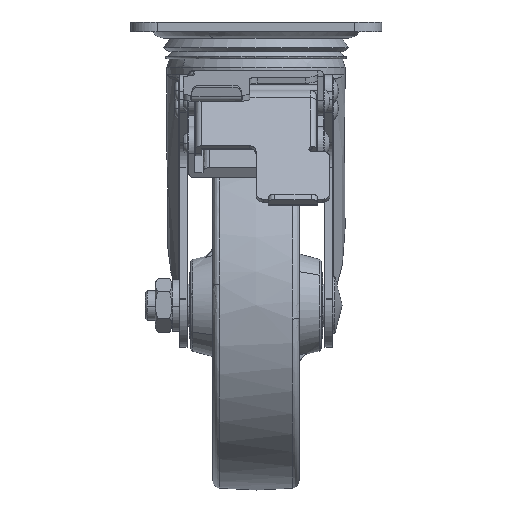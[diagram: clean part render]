
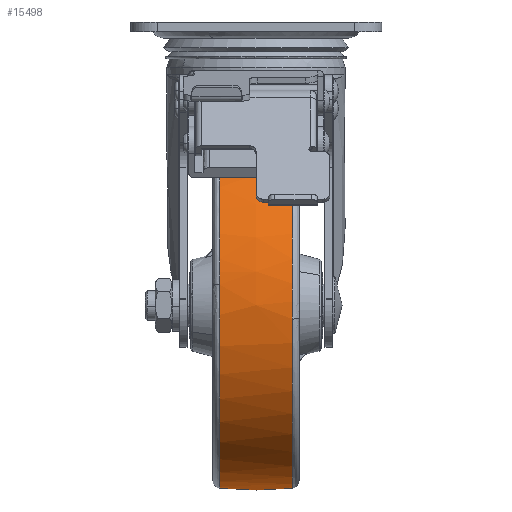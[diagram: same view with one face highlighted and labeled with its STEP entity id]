
A CAD part, left-side view. The second image highlights one B-rep face of the part: STEP entity #15498.
In plain terms, the highlighted free-form (B-spline) face has degree [2, 2] with [5, 7] control points.
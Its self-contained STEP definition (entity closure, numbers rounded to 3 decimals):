
#15192=CARTESIAN_POINT('',(-106.758,-14.796,-121.594));
#15193=VERTEX_POINT('',#15192);
#15194=CARTESIAN_POINT('',(-32.7,-14.796,-190.268));
#15195=VERTEX_POINT('',#15194);
#15196=CARTESIAN_POINT('',(-106.758,-14.796,-121.594));
#15197=CARTESIAN_POINT('',(-101.57,-14.796,-190.268));
#15198=CARTESIAN_POINT('',(-32.7,-14.796,-190.268));
#15206=(BOUNDED_CURVE()B_SPLINE_CURVE(2,(#15196,#15197,#15198),.UNSPECIFIED.,.F.,.U.)B_SPLINE_CURVE_WITH_KNOTS((3,3),(0.763,1.0),.UNSPECIFIED.)CURVE()GEOMETRIC_REPRESENTATION_ITEM()RATIONAL_B_SPLINE_CURVE((0.971,0.722,1.0))REPRESENTATION_ITEM(''));
#15207=EDGE_CURVE('',#15193,#15195,#15206,.T.);
#15286=CARTESIAN_POINT('',(-32.7,-14.796,-41.731));
#15287=VERTEX_POINT('',#15286);
#15288=CARTESIAN_POINT('',(-32.7,-14.796,-41.731));
#15289=CARTESIAN_POINT('',(-106.969,-14.796,-41.731));
#15290=CARTESIAN_POINT('',(-106.969,-14.796,-116.));
#15291=CARTESIAN_POINT('',(-106.969,-14.796,-118.801));
#15292=CARTESIAN_POINT('',(-106.758,-14.796,-121.594));
#15300=(BOUNDED_CURVE()B_SPLINE_CURVE(2,(#15288,#15289,#15290,#15291,#15292),.UNSPECIFIED.,.F.,.U.)B_SPLINE_CURVE_WITH_KNOTS((3,2,3),(0.5,0.75,0.763),.UNSPECIFIED.)CURVE()GEOMETRIC_REPRESENTATION_ITEM()RATIONAL_B_SPLINE_CURVE((1.0,0.707,1.0,0.985,0.971))REPRESENTATION_ITEM(''));
#15301=EDGE_CURVE('',#15287,#15193,#15300,.T.);
#15366=CARTESIAN_POINT('',(-32.7,14.796,-190.268));
#15367=VERTEX_POINT('',#15366);
#15368=CARTESIAN_POINT('',(-32.7,-14.796,-190.268));
#15369=CARTESIAN_POINT('',(-32.7,-4.964,-191.244));
#15370=CARTESIAN_POINT('',(-32.7,4.964,-191.244));
#15371=CARTESIAN_POINT('',(-32.7,14.796,-190.268));
#15372=B_SPLINE_CURVE_WITH_KNOTS('',3,(#15368,#15369,#15370,#15371),.UNSPECIFIED.,.F.,.U.,(4,4),(0.,29.64),.UNSPECIFIED.);
#15373=EDGE_CURVE('',#15195,#15367,#15372,.T.);
#15390=CARTESIAN_POINT('',(-32.7,14.796,-41.731));
#15391=VERTEX_POINT('',#15390);
#15407=CARTESIAN_POINT('',(-32.7,-14.796,-41.731));
#15408=CARTESIAN_POINT('',(-32.7,-4.964,-40.756));
#15409=CARTESIAN_POINT('',(-32.7,4.964,-40.756));
#15410=CARTESIAN_POINT('',(-32.7,14.796,-41.731));
#15411=B_SPLINE_CURVE_WITH_KNOTS('',3,(#15407,#15408,#15409,#15410),.UNSPECIFIED.,.F.,.U.,(4,4),(0.,29.64),.UNSPECIFIED.);
#15412=EDGE_CURVE('',#15287,#15391,#15411,.T.);
#15419=CARTESIAN_POINT('',(-30.628,-16.287,-41.887));
#15420=CARTESIAN_POINT('',(-30.603,-8.168,-41.));
#15421=CARTESIAN_POINT('',(-30.603,0.,-41.));
#15422=CARTESIAN_POINT('',(-30.603,8.168,-41.));
#15423=CARTESIAN_POINT('',(-30.628,16.287,-41.887));
#15424=CARTESIAN_POINT('',(-31.658,-16.287,-41.887));
#15425=CARTESIAN_POINT('',(-31.646,-8.168,-41.));
#15426=CARTESIAN_POINT('',(-31.646,0.,-41.));
#15427=CARTESIAN_POINT('',(-31.646,8.168,-41.));
#15428=CARTESIAN_POINT('',(-31.658,16.287,-41.887));
#15429=CARTESIAN_POINT('',(-106.813,-16.287,-41.887));
#15430=CARTESIAN_POINT('',(-107.7,-8.168,-41.));
#15431=CARTESIAN_POINT('',(-107.7,0.,-41.));
#15432=CARTESIAN_POINT('',(-107.7,8.168,-41.));
#15433=CARTESIAN_POINT('',(-106.813,16.287,-41.887));
#15434=CARTESIAN_POINT('',(-106.813,-16.287,-116.));
#15435=CARTESIAN_POINT('',(-107.7,-8.168,-116.));
#15436=CARTESIAN_POINT('',(-107.7,0.,-116.));
#15437=CARTESIAN_POINT('',(-107.7,8.168,-116.));
#15438=CARTESIAN_POINT('',(-106.813,16.287,-116.));
#15439=CARTESIAN_POINT('',(-106.813,-16.287,-190.113));
#15440=CARTESIAN_POINT('',(-107.7,-8.168,-191.));
#15441=CARTESIAN_POINT('',(-107.7,0.,-191.));
#15442=CARTESIAN_POINT('',(-107.7,8.168,-191.));
#15443=CARTESIAN_POINT('',(-106.813,16.287,-190.113));
#15444=CARTESIAN_POINT('',(-31.658,-16.287,-190.113));
#15445=CARTESIAN_POINT('',(-31.646,-8.168,-191.));
#15446=CARTESIAN_POINT('',(-31.646,0.,-191.));
#15447=CARTESIAN_POINT('',(-31.646,8.168,-191.));
#15448=CARTESIAN_POINT('',(-31.658,16.287,-190.113));
#15449=CARTESIAN_POINT('',(-30.628,-16.287,-190.113));
#15450=CARTESIAN_POINT('',(-30.603,-8.168,-191.));
#15451=CARTESIAN_POINT('',(-30.603,0.,-191.));
#15452=CARTESIAN_POINT('',(-30.603,8.168,-191.));
#15453=CARTESIAN_POINT('',(-30.628,16.287,-190.113));
#15461=(BOUNDED_SURFACE()B_SPLINE_SURFACE(2,2,((#15419,#15424,#15429,#15434,#15439,#15444,#15449),(#15420,#15425,#15430,#15435,#15440,#15445,#15450),(#15421,#15426,#15431,#15436,#15441,#15446,#15451),(#15422,#15427,#15432,#15437,#15442,#15447,#15452),(#15423,#15428,#15433,#15438,#15443,#15448,#15453)),.UNSPECIFIED.,.F.,.F.,.U.)B_SPLINE_SURFACE_WITH_KNOTS((3,2,3),(3,1,2,1,3),(0.0,16.525,33.049),(0.0,2.485,126.749,251.013,253.499),.UNSPECIFIED.)GEOMETRIC_REPRESENTATION_ITEM()RATIONAL_B_SPLINE_SURFACE(((0.986,0.98,0.689,0.974,0.689,0.98,0.986),(0.997,0.991,0.697,0.986,0.697,0.991,0.997),(1.012,1.006,0.707,1.0,0.707,1.006,1.012),(0.997,0.991,0.697,0.986,0.697,0.991,0.997),(0.986,0.98,0.689,0.974,0.689,0.98,0.986)))REPRESENTATION_ITEM('')SURFACE());
#15462=ORIENTED_EDGE('',*,*,#15373,.F.);
#15463=ORIENTED_EDGE('',*,*,#15207,.F.);
#15464=ORIENTED_EDGE('',*,*,#15301,.F.);
#15465=ORIENTED_EDGE('',*,*,#15412,.T.);
#15466=CARTESIAN_POINT('',(-106.494,14.796,-107.618));
#15467=VERTEX_POINT('',#15466);
#15468=CARTESIAN_POINT('',(-32.7,14.796,-41.731));
#15469=CARTESIAN_POINT('',(-99.01,14.796,-41.731));
#15470=CARTESIAN_POINT('',(-106.494,14.796,-107.618));
#15478=(BOUNDED_CURVE()B_SPLINE_CURVE(2,(#15468,#15469,#15470),.UNSPECIFIED.,.F.,.U.)B_SPLINE_CURVE_WITH_KNOTS((3,3),(0.5,0.73),.UNSPECIFIED.)CURVE()GEOMETRIC_REPRESENTATION_ITEM()RATIONAL_B_SPLINE_CURVE((1.0,0.73,0.958))REPRESENTATION_ITEM(''));
#15479=EDGE_CURVE('',#15391,#15467,#15478,.T.);
#15480=ORIENTED_EDGE('',*,*,#15479,.T.);
#15481=CARTESIAN_POINT('',(-106.494,14.796,-107.618));
#15482=CARTESIAN_POINT('',(-106.969,14.796,-111.796));
#15483=CARTESIAN_POINT('',(-106.969,14.796,-116.));
#15484=CARTESIAN_POINT('',(-106.969,14.796,-190.268));
#15485=CARTESIAN_POINT('',(-32.7,14.796,-190.268));
#15493=(BOUNDED_CURVE()B_SPLINE_CURVE(2,(#15481,#15482,#15483,#15484,#15485),.UNSPECIFIED.,.F.,.U.)B_SPLINE_CURVE_WITH_KNOTS((3,2,3),(0.73,0.75,1.0),.UNSPECIFIED.)CURVE()GEOMETRIC_REPRESENTATION_ITEM()RATIONAL_B_SPLINE_CURVE((0.958,0.977,1.0,0.707,1.0))REPRESENTATION_ITEM(''));
#15494=EDGE_CURVE('',#15467,#15367,#15493,.T.);
#15495=ORIENTED_EDGE('',*,*,#15494,.T.);
#15496=EDGE_LOOP('',(#15462,#15463,#15464,#15465,#15480,#15495));
#15497=FACE_OUTER_BOUND('',#15496,.T.);
#15498=ADVANCED_FACE('',(#15497),#15461,.T.);
